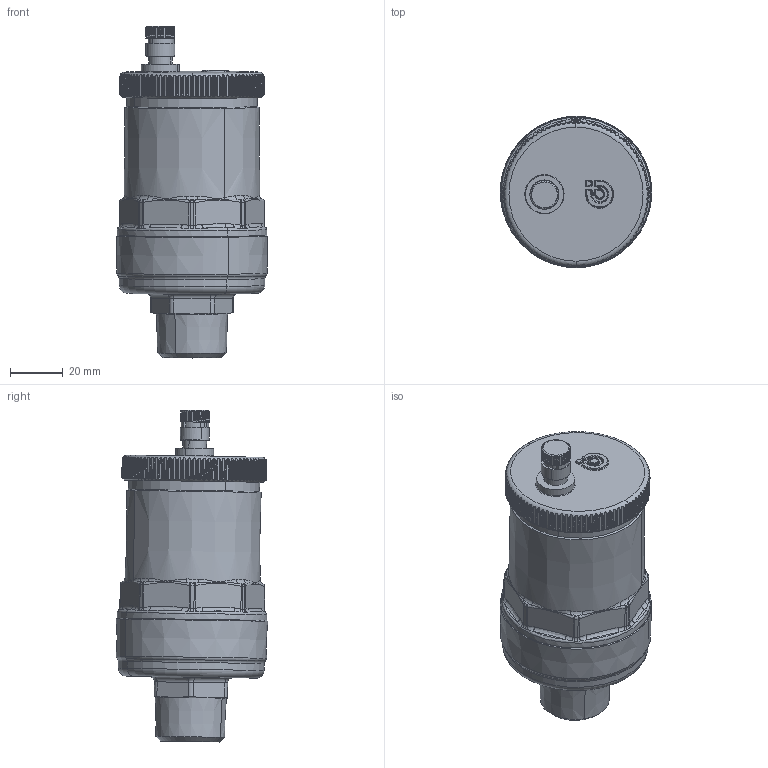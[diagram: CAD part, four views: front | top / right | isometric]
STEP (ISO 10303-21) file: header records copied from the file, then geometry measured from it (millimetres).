
FILE_DESCRIPTION(('CATIA V5 STEP Exchange','CAx-IF Rec.Pracs.--- Model Styling and Organization---1.4--- 2014-01-23','CAx-IF Rec.Pracs.---3D Tessellated Data Validation Properties---0.5---2014-09-14'),'2;1');
FILE_NAME('STEP_551004A_-_TST.stp','2020-06-11T08:26:21+00:00',('none'),('none'),'CATIA Version 5-6 Release 2019 SP3','CATIA V5 STEP AP242 v1','none');
FILE_SCHEMA(('AP242_MANAGED_MODEL_BASED_3D_ENGINEERING_MIM_LF {1 0 10303 442 1 1 4}'));
Length unit declared in the file: millimetre
Products named in the file (1): 551004A - TST
Bounding box: 57.44 x 57.63 x 126.23 mm (x, y, z)
Volume: 204615.6 mm3; surface area: 22051.5 mm2
Topology: 1 solids, 1 shells, 1015 faces, 2771 edges, 1753 vertices
Faces by surface type: cylinder 495, plane 293, bspline 117, torus 48, cone 45, sphere 17
Entity records: 39832 total; most frequent: CARTESIAN_POINT 17464, ORIENTED_EDGE 5510, DIRECTION 2856, EDGE_CURVE 2755, VERTEX_POINT 1753, B_SPLINE_CURVE_WITH_KNOTS 1351, AXIS2_PLACEMENT_3D 1236, EDGE_LOOP 1026
